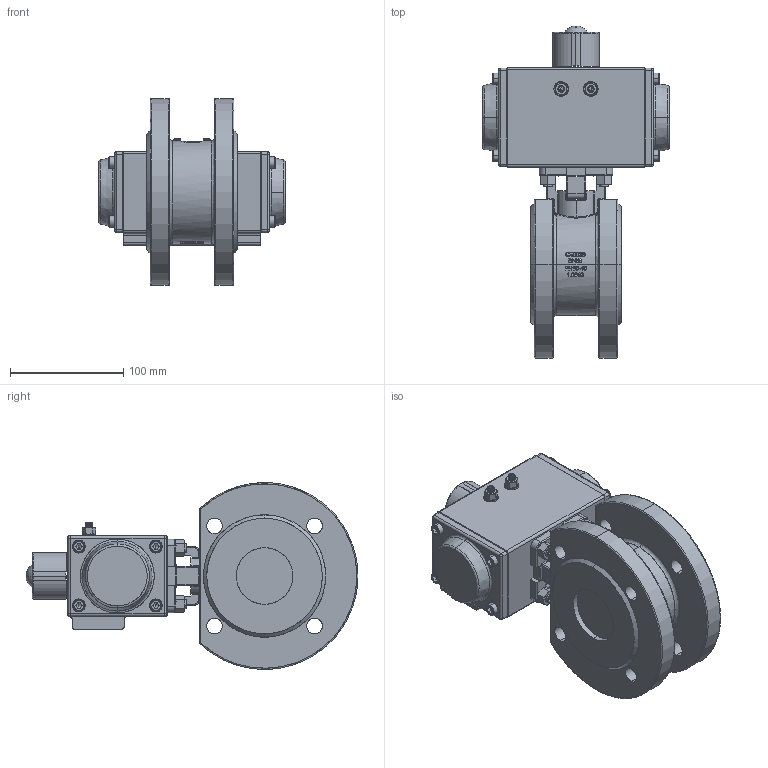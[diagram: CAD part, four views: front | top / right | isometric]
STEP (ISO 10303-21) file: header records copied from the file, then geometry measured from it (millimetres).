
FILE_DESCRIPTION (( 'STEP AP214' ), '1' );
FILE_NAME ('PK06_DN50 (PK06000008).STEP', '2022-05-02T08:03:26', ( '' ), ( '' ), 'SwSTEP 2.0', 'SolidWorks 2021', '' );
FILE_SCHEMA (( 'AUTOMOTIVE_DESIGN' ));
Length unit declared in the file: metre
Products named in the file (1): PK06_DN50 (PK06000008)
Bounding box: 165 x 293.15 x 165 mm (x, y, z)
Surface area: 201648.6 mm2 (no closed solid volume)
Topology: 0 solids, 525 shells, 697 faces, 3430 edges, 3189 vertices
Faces by surface type: plane 242, cylinder 237, bspline 117, cone 99, sphere 2
Entity records: 67477 total; most frequent: CARTESIAN_POINT 35035, DIRECTION 4571, ORIENTED_EDGE 3715, EDGE_CURVE 3402, VERTEX_POINT 3189, AXIS2_PLACEMENT_3D 1619, LINE 1333, VECTOR 1333
